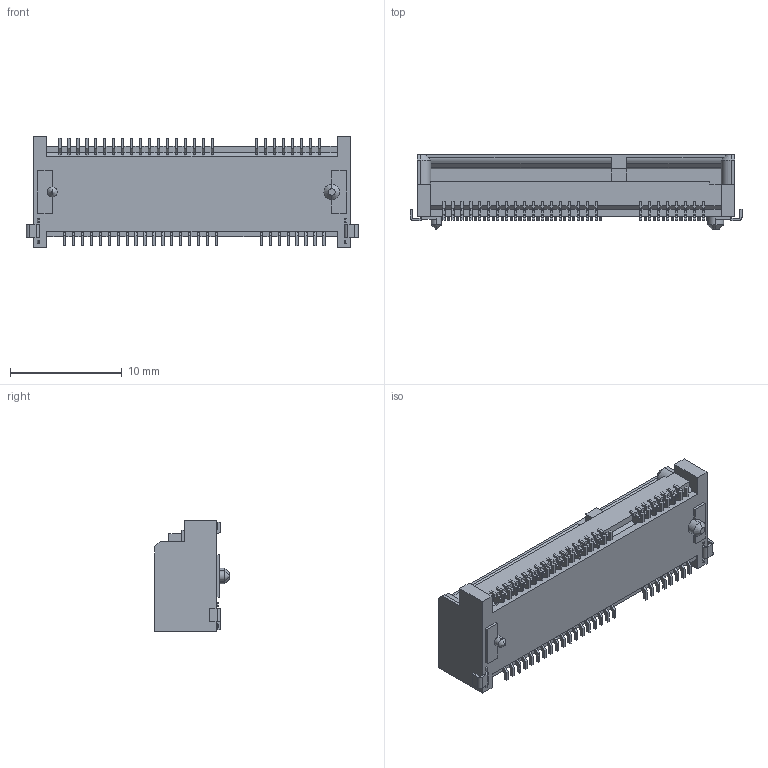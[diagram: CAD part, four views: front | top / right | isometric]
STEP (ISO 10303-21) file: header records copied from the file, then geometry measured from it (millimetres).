
FILE_DESCRIPTION (( 'STEP AP203' ), '1' );
FILE_NAME ('K3D-MM60-52B1-E1-R2 JAE Connector Division Proprietary.STEP', '2009-01-23T00:22:08', ( '' ), ( '' ), 'SwSTEP 2.0', 'SolidWorks 2008', '' );
FILE_SCHEMA (( 'CONFIG_CONTROL_DESIGN' ));
Length unit declared in the file: millimetre
Products named in the file (1): K3D-MM60-52B1-E1-R2 JAE Connector Division Proprietary
Bounding box: 29.7 x 6.7 x 10 mm (x, y, z)
Volume: 1088.1 mm3; surface area: 1183.4 mm2
Topology: 1 solids, 1 shells, 1204 faces, 3551 edges, 2358 vertices
Faces by surface type: plane 912, cylinder 286, cone 6
Entity records: 39886 total; most frequent: CARTESIAN_POINT 7120, ORIENTED_EDGE 7102, DIRECTION 6537, EDGE_CURVE 3551, VECTOR 2971, LINE 2971, VERTEX_POINT 2358, AXIS2_PLACEMENT_3D 1783
